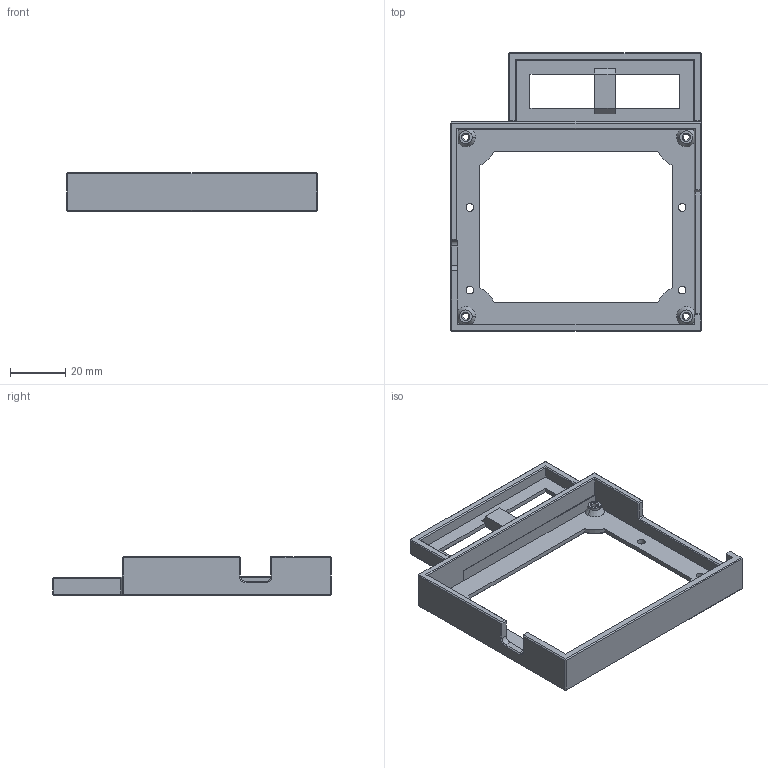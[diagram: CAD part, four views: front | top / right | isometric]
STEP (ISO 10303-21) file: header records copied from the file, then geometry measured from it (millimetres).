
FILE_DESCRIPTION (( 'STEP AP214' ), '1' );
FILE_NAME ('INO base down.STEP', '2024-12-16T13:01:30', ( '' ), ( '' ), 'SwSTEP 2.0', 'SolidWorks 2024', '' );
FILE_SCHEMA (( 'AUTOMOTIVE_DESIGN' ));
Length unit declared in the file: millimetre
Products named in the file (1): INO base down
Bounding box: 91 x 101.2 x 14 mm (x, y, z)
Volume: 19531.5 mm3; surface area: 18173.8 mm2
Topology: 1 solids, 1 shells, 201 faces, 481 edges, 281 vertices
Faces by surface type: plane 133, cone 38, cylinder 30
Entity records: 5810 total; most frequent: CARTESIAN_POINT 1102, DIRECTION 967, ORIENTED_EDGE 962, EDGE_CURVE 481, LINE 359, VECTOR 359, AXIS2_PLACEMENT_3D 304, VERTEX_POINT 281
